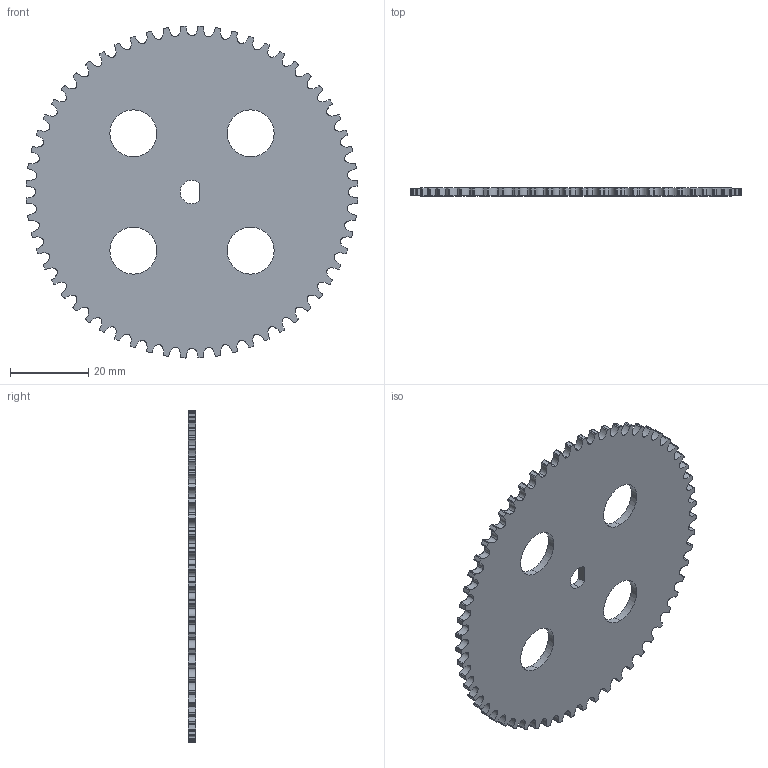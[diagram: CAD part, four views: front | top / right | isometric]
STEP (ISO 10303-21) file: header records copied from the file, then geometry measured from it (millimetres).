
FILE_DESCRIPTION (( 'STEP AP203' ), '1' );
FILE_NAME ('Sprocket S.STEP', '2022-02-24T11:14:19', ( '' ), ( '' ), 'SwSTEP 2.0', 'SolidWorks 2018', '' );
FILE_SCHEMA (( 'CONFIG_CONTROL_DESIGN' ));
Length unit declared in the file: millimetre
Products named in the file (1): Sprocket S
Bounding box: 84.93 x 2 x 84.93 mm (x, y, z)
Volume: 9663.1 mm3; surface area: 10923.5 mm2
Topology: 1 solids, 1 shells, 462 faces, 1380 edges, 920 vertices
Faces by surface type: cylinder 219, plane 123, bspline 120
Entity records: 16099 total; most frequent: CARTESIAN_POINT 4323, ORIENTED_EDGE 2760, DIRECTION 2264, EDGE_CURVE 1380, VERTEX_POINT 920, AXIS2_PLACEMENT_3D 781, VECTOR 702, LINE 702
